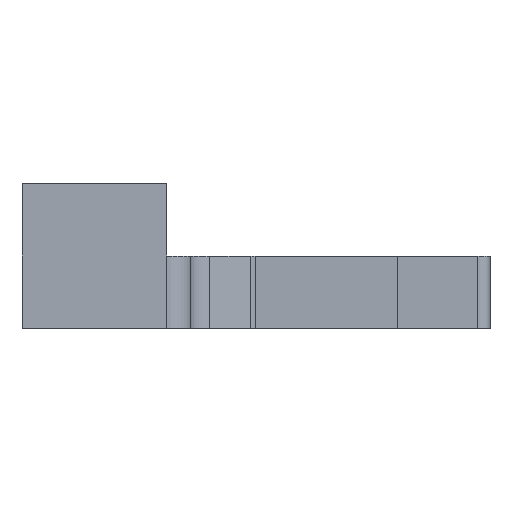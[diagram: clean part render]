
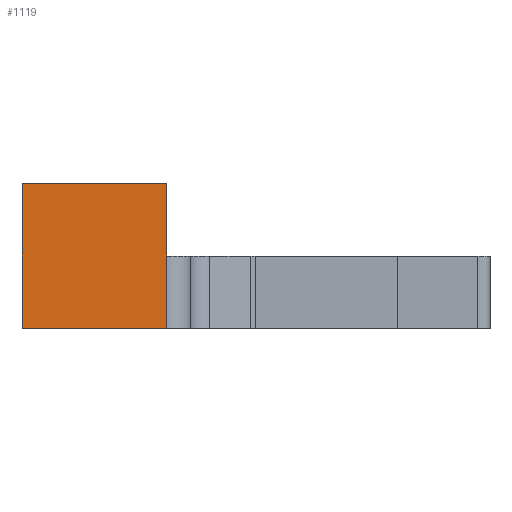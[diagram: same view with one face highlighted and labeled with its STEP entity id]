
A CAD part, left-side view. The second image highlights one B-rep face of the part: STEP entity #1119.
In plain terms, the highlighted planar face has unit normal (-1, 0, 0).
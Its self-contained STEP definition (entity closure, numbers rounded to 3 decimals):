
#128=FACE_OUTER_BOUND('',#191,.T.);
#191=EDGE_LOOP('',(#993,#994,#995,#996,#997));
#209=LINE('',#1526,#330);
#229=LINE('',#1570,#350);
#267=LINE('',#1936,#388);
#286=LINE('',#2030,#407);
#294=LINE('',#2126,#415);
#330=VECTOR('',#1239,10.);
#350=VECTOR('',#1277,10.);
#388=VECTOR('',#1367,10.);
#407=VECTOR('',#1410,10.);
#415=VECTOR('',#1424,1.);
#449=VERTEX_POINT('',#1523);
#450=VERTEX_POINT('',#1525);
#465=VERTEX_POINT('',#1569);
#485=VERTEX_POINT('',#1766);
#544=VERTEX_POINT('',#2028);
#558=EDGE_CURVE('',#449,#450,#209,.T.);
#580=EDGE_CURVE('',#450,#465,#229,.T.);
#643=EDGE_CURVE('',#485,#465,#267,.T.);
#674=EDGE_CURVE('',#544,#449,#286,.T.);
#684=EDGE_CURVE('',#485,#544,#294,.T.);
#993=ORIENTED_EDGE('',*,*,#684,.F.);
#994=ORIENTED_EDGE('',*,*,#643,.T.);
#995=ORIENTED_EDGE('',*,*,#580,.F.);
#996=ORIENTED_EDGE('',*,*,#558,.F.);
#997=ORIENTED_EDGE('',*,*,#674,.F.);
#1065=PLANE('',#1215);
#1119=ADVANCED_FACE('',(#128),#1065,.T.);
#1215=AXIS2_PLACEMENT_3D('',#2327,#1484,#1485);
#1239=DIRECTION('',(0.,0.,1.));
#1277=DIRECTION('',(0.,-1.,0.));
#1367=DIRECTION('',(0.,0.,1.));
#1410=DIRECTION('',(0.,1.,0.));
#1424=DIRECTION('',(0.,0.,-1.));
#1484=DIRECTION('center_axis',(-1.,0.,0.));
#1485=DIRECTION('ref_axis',(0.,-1.,0.));
#1523=CARTESIAN_POINT('',(-35.773,-3.632,0.));
#1525=CARTESIAN_POINT('',(-35.773,-3.632,6.));
#1526=CARTESIAN_POINT('',(-35.773,-3.632,0.));
#1569=CARTESIAN_POINT('',(-35.773,-9.636,6.));
#1570=CARTESIAN_POINT('',(-35.773,-3.632,6.));
#1766=CARTESIAN_POINT('',(-35.773,-9.636,3.));
#1936=CARTESIAN_POINT('',(-35.773,-9.636,3.));
#2028=CARTESIAN_POINT('',(-35.773,-9.636,0.));
#2030=CARTESIAN_POINT('',(-35.773,-10.632,0.));
#2126=CARTESIAN_POINT('',(-35.773,-9.636,0.));
#2327=CARTESIAN_POINT('Origin',(-35.773,-3.632,0.));
